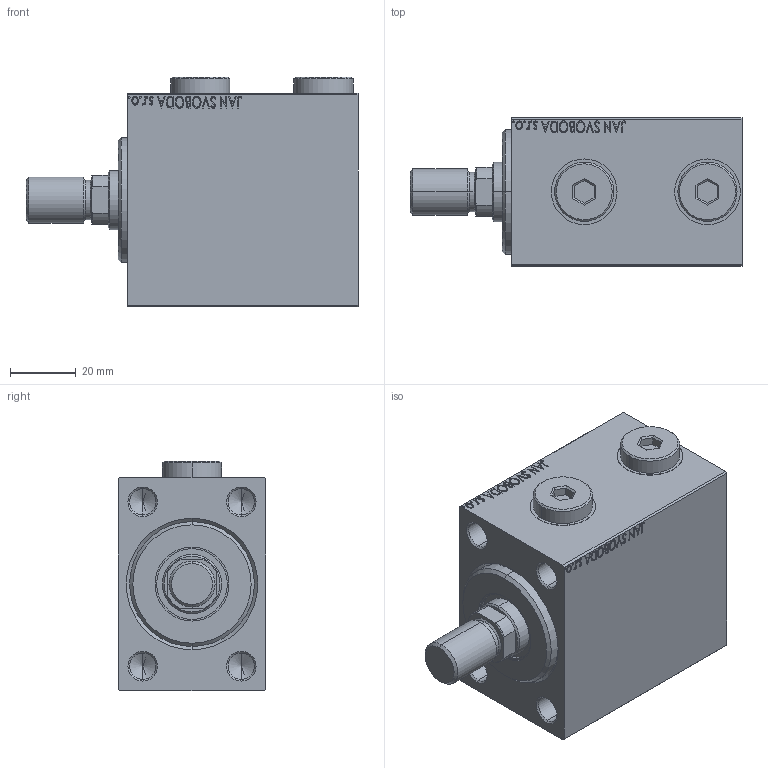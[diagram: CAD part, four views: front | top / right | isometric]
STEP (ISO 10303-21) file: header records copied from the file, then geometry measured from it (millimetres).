
FILE_DESCRIPTION (( 'STEP AP203' ), '1' );
FILE_NAME ('6464.STEP', '2024-02-11T18:25:55', ( '' ), ( '' ), 'SwSTEP 2.0', 'SolidWorks 2019', '' );
FILE_SCHEMA (( 'CONFIG_CONTROL_DESIGN' ));
Length unit declared in the file: millimetre
Products named in the file (6): V450CM_B_VCP 406cc2f46b491e9e007f3b1e0f8431d4; V450CM_MALE_METRIC 406cc2f46b491e9e007f3b1e0f8431d4; V450CM_B_Body 406cc2f46b491e9e007f3b1e0f8431d4; 6464; Zatka_OIL_PORT 406cc2f46b491e9e007f3b1e0f8431d4; V450CM_VC_B 406cc2f46b491e9e007f3b1e0f8431d4
Assembly tree (6 placements, depth 2):
  6464
    V450CM_B_Body 406cc2f46b491e9e007f3b1e0f8431d4
    V450CM_B_VCP 406cc2f46b491e9e007f3b1e0f8431d4
    V450CM_VC_B 406cc2f46b491e9e007f3b1e0f8431d4
    V450CM_MALE_METRIC 406cc2f46b491e9e007f3b1e0f8431d4
    Zatka_OIL_PORT 406cc2f46b491e9e007f3b1e0f8431d4  x2
Bounding box: 101 x 45 x 69.9 mm (x, y, z)
Volume: 195315.1 mm3; surface area: 45079.5 mm2
Topology: 6 solids, 6 shells, 948 faces, 2398 edges, 1563 vertices
Faces by surface type: plane 438, bspline 380, cylinder 74, cone 54, torus 2
Entity records: 46044 total; most frequent: CARTESIAN_POINT 25541, ORIENTED_EDGE 4680, DIRECTION 2858, EDGE_CURVE 2340, VERTEX_POINT 1539, LINE 1386, VECTOR 1386, EDGE_LOOP 1057
